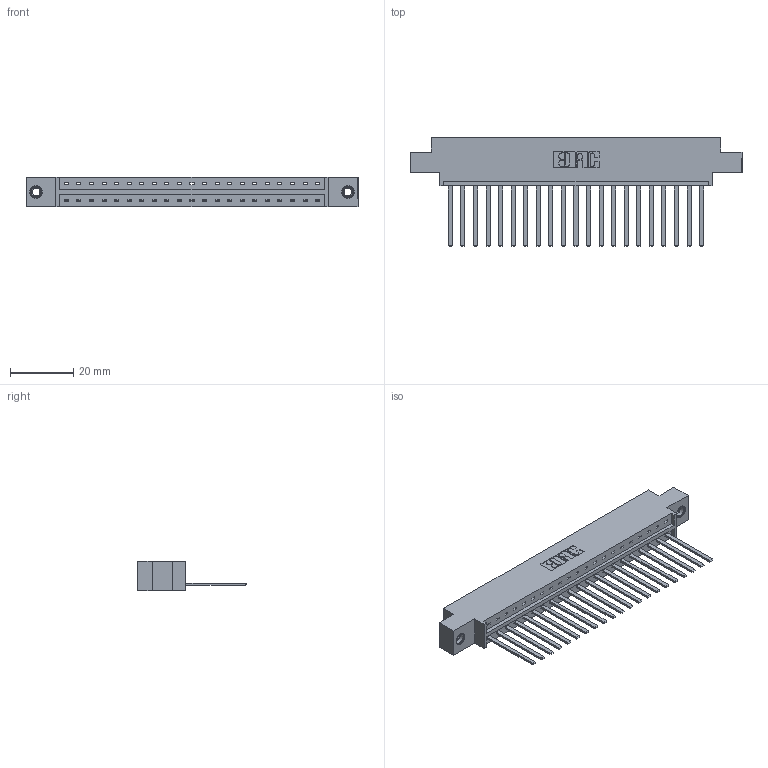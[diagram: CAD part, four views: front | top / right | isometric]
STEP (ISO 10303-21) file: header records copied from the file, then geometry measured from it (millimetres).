
FILE_DESCRIPTION (( 'STEP AP203' ), '1' );
FILE_NAME ('833-021-544-607.STEP', '2020-06-01T15:24:09', ( '' ), ( '' ), 'SwSTEP 2.0', 'SolidWorks 2020', '' );
FILE_SCHEMA (( 'CONFIG_CONTROL_DESIGN' ));
Length unit declared in the file: inch
Products named in the file (4): 345-250-001_345-250-005-103; 833 Part_Offset - .156 Dia - TI; 345-292-001_345-293-144; 833-021-544-607
Assembly tree (24 placements, depth 2):
  833-021-544-607
    833 Part_Offset - .156 Dia - TI
    345-292-001_345-293-144  x21
    345-250-001_345-250-005-103  x2
Bounding box: 104.75 x 34.3 x 9.4 mm (x, y, z)
Volume: 10362.1 mm3; surface area: 12100.5 mm2
Topology: 24 solids, 24 shells, 1270 faces, 3777 edges, 2482 vertices
Faces by surface type: plane 904, cylinder 350, cone 12, torus 4
Entity records: 16688 total; most frequent: CARTESIAN_POINT 2864, ORIENTED_EDGE 2814, DIRECTION 2487, EDGE_CURVE 1407, LINE 1263, VECTOR 1263, VERTEX_POINT 932, AXIS2_PLACEMENT_3D 612
